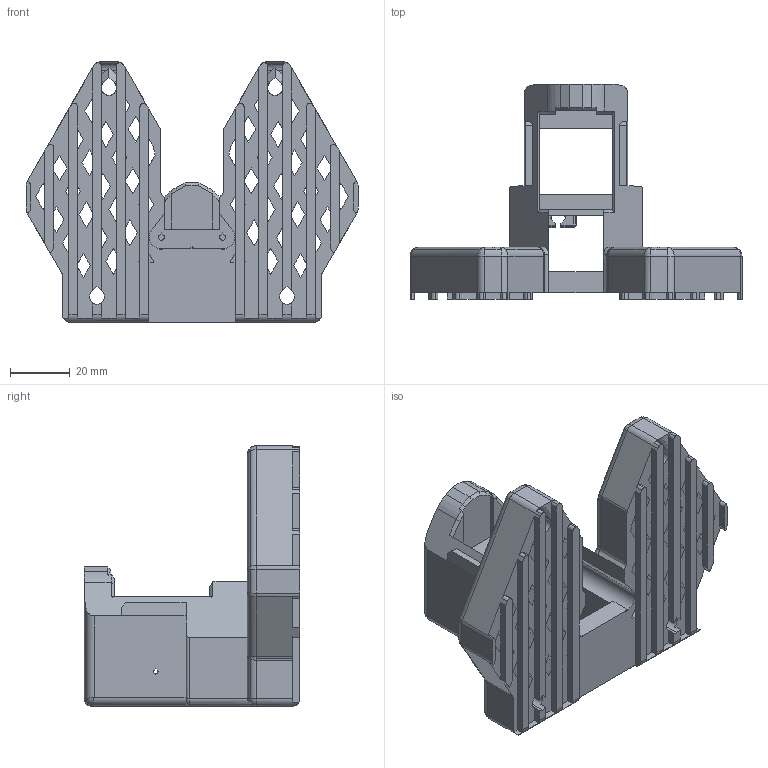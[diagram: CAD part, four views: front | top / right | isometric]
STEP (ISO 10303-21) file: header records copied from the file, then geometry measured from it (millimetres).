
FILE_DESCRIPTION (( 'STEP AP214' ), '1' );
FILE_NAME ('base_so101.STEP', '2026-02-21T18:26:33', ( '' ), ( '' ), 'SwSTEP 2.0', 'SolidWorks 2024', '' );
FILE_SCHEMA (( 'AUTOMOTIVE_DESIGN' ));
Length unit declared in the file: millimetre
Products named in the file (1): base_so101
Bounding box: 110.92 x 72 x 87 mm (x, y, z)
Volume: 122706 mm3; surface area: 49306.8 mm2
Topology: 1 solids, 1 shells, 646 faces, 1950 edges, 1212 vertices
Faces by surface type: plane 429, cylinder 170, bspline 18, torus 14, cone 12, sphere 3
Entity records: 22603 total; most frequent: CARTESIAN_POINT 5235, ORIENTED_EDGE 3872, DIRECTION 3316, EDGE_CURVE 1936, LINE 1504, VECTOR 1504, VERTEX_POINT 1212, AXIS2_PLACEMENT_3D 906
